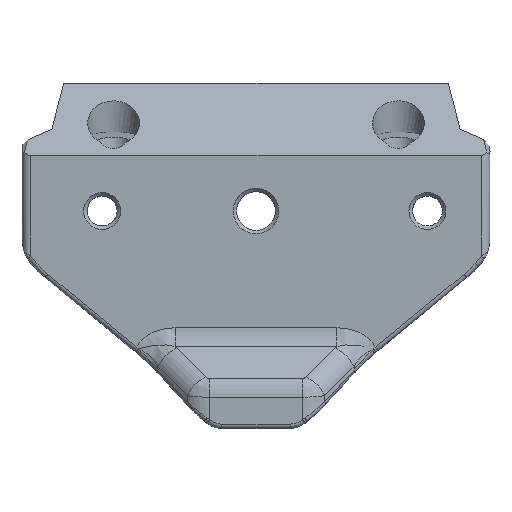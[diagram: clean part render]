
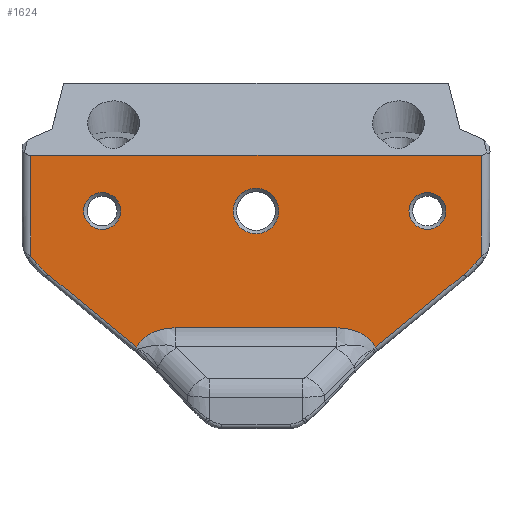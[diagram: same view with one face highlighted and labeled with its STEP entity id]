
A CAD part, top view. The second image highlights one B-rep face of the part: STEP entity #1624.
In plain terms, the highlighted planar face has unit normal (0, 0, 1).
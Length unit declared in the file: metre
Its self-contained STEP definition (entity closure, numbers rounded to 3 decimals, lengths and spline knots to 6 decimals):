
#57=LINE('',#2237,#151);
#76=LINE('',#2559,#170);
#86=LINE('',#2728,#180);
#88=LINE('',#2747,#182);
#142=LINE('',#3227,#236);
#143=LINE('',#3228,#237);
#144=LINE('',#3232,#238);
#145=LINE('',#3233,#239);
#151=VECTOR('',#1830,1.);
#170=VECTOR('',#1917,1.);
#180=VECTOR('',#1963,1.);
#182=VECTOR('',#1971,1.);
#236=VECTOR('',#2119,1.);
#237=VECTOR('',#2120,1.);
#238=VECTOR('',#2123,1.);
#239=VECTOR('',#2124,1.);
#269=ELLIPSE('',#1777,0.00709,0.0045);
#270=ELLIPSE('',#1778,0.00709,0.0045);
#304=PLANE('',#1774);
#318=B_SPLINE_CURVE_WITH_KNOTS('',3,(#2542,#2543,#2544,#2545,#2546,#2547),
 .UNSPECIFIED.,.F.,.F.,(4,1,1,4),(0.,0.002732,0.004098,
0.005464),.UNSPECIFIED.);
#324=B_SPLINE_CURVE_WITH_KNOTS('',3,(#2642,#2643,#2644,#2645,#2646,#2647),
 .UNSPECIFIED.,.F.,.F.,(4,1,1,4),(0.,0.002732,0.004098,
0.005464),.UNSPECIFIED.);
#713=ORIENTED_EDGE('',*,*,#1050,.T.);
#714=ORIENTED_EDGE('',*,*,#1051,.T.);
#715=ORIENTED_EDGE('',*,*,#1052,.T.);
#716=ORIENTED_EDGE('',*,*,#1053,.T.);
#717=ORIENTED_EDGE('',*,*,#941,.F.);
#718=ORIENTED_EDGE('',*,*,#861,.F.);
#719=ORIENTED_EDGE('',*,*,#947,.T.);
#720=ORIENTED_EDGE('',*,*,#1054,.T.);
#721=ORIENTED_EDGE('',*,*,#1055,.T.);
#722=ORIENTED_EDGE('',*,*,#1056,.T.);
#723=ORIENTED_EDGE('',*,*,#911,.F.);
#724=ORIENTED_EDGE('',*,*,#914,.T.);
#725=ORIENTED_EDGE('',*,*,#919,.T.);
#726=ORIENTED_EDGE('',*,*,#1057,.T.);
#727=ORIENTED_EDGE('',*,*,#882,.T.);
#861=EDGE_CURVE('',#1098,#1099,#57,.T.);
#882=EDGE_CURVE('',#1115,#1115,#1243,.T.);
#911=EDGE_CURVE('',#1137,#1138,#318,.T.);
#914=EDGE_CURVE('',#1137,#1140,#76,.T.);
#919=EDGE_CURVE('',#1140,#1143,#324,.T.);
#941=EDGE_CURVE('',#1099,#1157,#86,.T.);
#947=EDGE_CURVE('',#1098,#1162,#88,.T.);
#1050=EDGE_CURVE('',#1230,#1230,#1262,.T.);
#1051=EDGE_CURVE('',#1231,#1231,#1263,.T.);
#1052=EDGE_CURVE('',#1232,#1233,#269,.F.);
#1053=EDGE_CURVE('',#1233,#1157,#142,.T.);
#1054=EDGE_CURVE('',#1162,#1234,#143,.F.);
#1055=EDGE_CURVE('',#1234,#1235,#270,.F.);
#1056=EDGE_CURVE('',#1235,#1138,#144,.F.);
#1057=EDGE_CURVE('',#1143,#1232,#145,.T.);
#1098=VERTEX_POINT('',#2236);
#1099=VERTEX_POINT('',#2238);
#1115=VERTEX_POINT('',#2319);
#1137=VERTEX_POINT('',#2541);
#1138=VERTEX_POINT('',#2548);
#1140=VERTEX_POINT('',#2560);
#1143=VERTEX_POINT('',#2641);
#1157=VERTEX_POINT('',#2729);
#1162=VERTEX_POINT('',#2746);
#1230=VERTEX_POINT('',#3221);
#1231=VERTEX_POINT('',#3223);
#1232=VERTEX_POINT('',#3225);
#1233=VERTEX_POINT('',#3226);
#1234=VERTEX_POINT('',#3229);
#1235=VERTEX_POINT('',#3231);
#1243=CIRCLE('',#1686,0.002586);
#1262=CIRCLE('',#1775,0.0021);
#1263=CIRCLE('',#1776,0.0021);
#1362=EDGE_LOOP('',(#713));
#1363=EDGE_LOOP('',(#714));
#1364=EDGE_LOOP('',(#715,#716,#717,#718,#719,#720,#721,#722,#723,#724,#725,
#726));
#1365=EDGE_LOOP('',(#727));
#1488=FACE_BOUND('',#1362,.T.);
#1489=FACE_BOUND('',#1363,.T.);
#1490=FACE_BOUND('',#1364,.T.);
#1491=FACE_BOUND('',#1365,.T.);
#1624=ADVANCED_FACE('',(#1488,#1489,#1490,#1491),#304,.F.);
#1686=AXIS2_PLACEMENT_3D('',#2318,#1862,#1863);
#1774=AXIS2_PLACEMENT_3D('',#3219,#2111,#2112);
#1775=AXIS2_PLACEMENT_3D('',#3220,#2113,#2114);
#1776=AXIS2_PLACEMENT_3D('',#3222,#2115,#2116);
#1777=AXIS2_PLACEMENT_3D('',#3224,#2117,#2118);
#1778=AXIS2_PLACEMENT_3D('',#3230,#2121,#2122);
#1830=DIRECTION('',(1.,0.,0.));
#1862=DIRECTION('',(0.,0.,-1.));
#1863=DIRECTION('',(0.,-1.,0.));
#1917=DIRECTION('',(1.,0.,0.));
#1963=DIRECTION('',(0.,-1.,0.));
#1971=DIRECTION('',(0.,-1.,0.));
#2111=DIRECTION('',(0.,0.,-1.));
#2112=DIRECTION('',(-1.,0.,0.));
#2113=DIRECTION('',(0.,0.,-1.));
#2114=DIRECTION('',(0.,1.,0.));
#2115=DIRECTION('',(0.,0.,-1.));
#2116=DIRECTION('',(0.,1.,0.));
#2117=DIRECTION('',(0.,0.,-1.));
#2118=DIRECTION('',(-0.871,-0.491,0.));
#2119=DIRECTION('',(0.643,0.766,0.));
#2120=DIRECTION('',(-0.643,0.766,0.));
#2121=DIRECTION('',(0.,0.,-1.));
#2122=DIRECTION('',(0.871,-0.491,0.));
#2123=DIRECTION('',(-0.773,0.634,0.));
#2124=DIRECTION('',(0.773,0.634,0.));
#2236=CARTESIAN_POINT('',(-0.025618,0.006343,0.0084));
#2237=CARTESIAN_POINT('',(0.01013,0.006343,0.0084));
#2238=CARTESIAN_POINT('',(0.025618,0.006343,0.0084));
#2318=CARTESIAN_POINT('',(0.,0.,0.0084));
#2319=CARTESIAN_POINT('',(0.,-0.002586,0.0084));
#2541=CARTESIAN_POINT('',(-0.009209,-0.013284,0.0084));
#2542=CARTESIAN_POINT('',(-0.009209,-0.013284,0.0084));
#2543=CARTESIAN_POINT('',(-0.01012,-0.013284,0.0084));
#2544=CARTESIAN_POINT('',(-0.011479,-0.013559,0.0084));
#2545=CARTESIAN_POINT('',(-0.012998,-0.014576,0.0084));
#2546=CARTESIAN_POINT('',(-0.013554,-0.015335,0.0084));
#2547=CARTESIAN_POINT('',(-0.013693,-0.015769,0.0084));
#2548=CARTESIAN_POINT('',(-0.013576,-0.015477,0.0084));
#2559=CARTESIAN_POINT('',(0.000052,-0.013284,0.0084));
#2560=CARTESIAN_POINT('',(0.009209,-0.013284,0.0084));
#2641=CARTESIAN_POINT('',(0.013576,-0.015477,0.0084));
#2642=CARTESIAN_POINT('',(0.009209,-0.013284,0.0084));
#2643=CARTESIAN_POINT('',(0.01012,-0.013284,0.0084));
#2644=CARTESIAN_POINT('',(0.011479,-0.013559,0.0084));
#2645=CARTESIAN_POINT('',(0.012998,-0.014576,0.0084));
#2646=CARTESIAN_POINT('',(0.013554,-0.015335,0.0084));
#2647=CARTESIAN_POINT('',(0.013693,-0.015769,0.0084));
#2728=CARTESIAN_POINT('',(0.025618,-0.010821,0.0084));
#2729=CARTESIAN_POINT('',(0.025618,-0.005137,0.0084));
#2746=CARTESIAN_POINT('',(-0.025618,-0.005137,0.0084));
#2747=CARTESIAN_POINT('',(-0.025618,-0.010821,0.0084));
#3219=CARTESIAN_POINT('',(0.000052,-0.010821,0.0084));
#3220=CARTESIAN_POINT('',(0.019501,0.000003,0.0084));
#3221=CARTESIAN_POINT('',(0.019501,0.002103,0.0084));
#3222=CARTESIAN_POINT('',(-0.017499,0.000003,0.0084));
#3223=CARTESIAN_POINT('',(-0.017499,0.002103,0.0084));
#3224=CARTESIAN_POINT('',(0.019891,-0.004345,0.0084));
#3225=CARTESIAN_POINT('',(0.023671,-0.007192,0.0084));
#3226=CARTESIAN_POINT('',(0.024941,-0.005944,0.0084));
#3227=CARTESIAN_POINT('',(0.012256,-0.021061,0.0084));
#3228=CARTESIAN_POINT('',(-0.023776,-0.007332,0.0084));
#3229=CARTESIAN_POINT('',(-0.024941,-0.005944,0.0084));
#3230=CARTESIAN_POINT('',(-0.019891,-0.004345,0.0084));
#3231=CARTESIAN_POINT('',(-0.023671,-0.007192,0.0084));
#3232=CARTESIAN_POINT('',(-0.007716,-0.020287,0.0084));
#3233=CARTESIAN_POINT('',(0.007779,-0.020235,0.0084));
